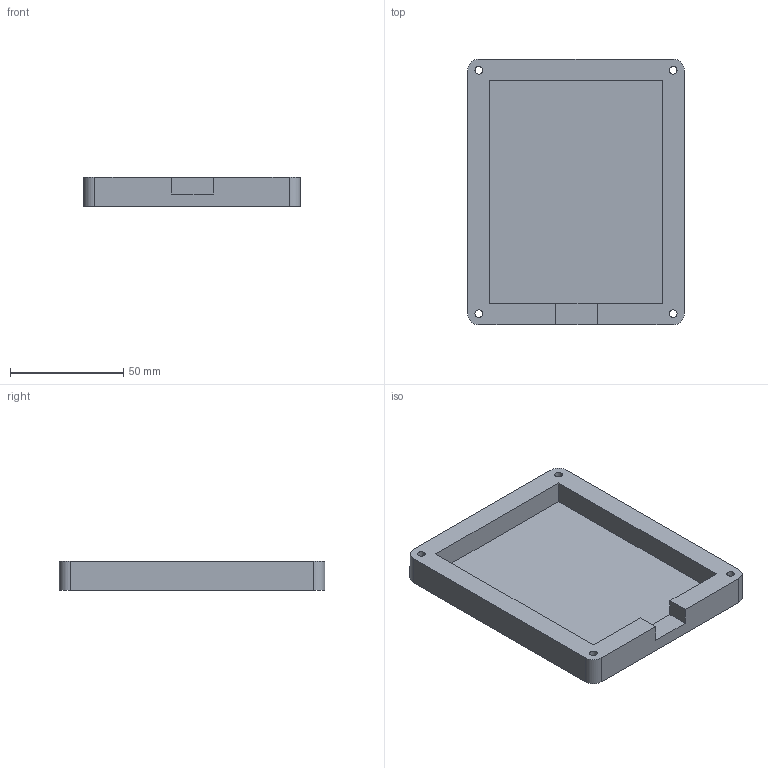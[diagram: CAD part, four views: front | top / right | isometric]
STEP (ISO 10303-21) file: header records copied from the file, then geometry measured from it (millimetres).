
FILE_DESCRIPTION(/* description */ ('','CAx-IF Rec.Pracs.---Representation and Presentation of Product Manufacturing Information (PMI)---4.0---2014-10-13'),/* implementation_level */ '2;1');
FILE_NAME(/* name */ 'CaseBottom v2.step',/* time_stamp */ '2025-02-19T23:24:47+01:00',/* author */ (''),/* organization */ (''),/* preprocessor_version */ 'ST-DEVELOPER v20',/* originating_system */ 'Autodesk Translation Framework v13.20.0.188',/* authorisation */ '');
FILE_SCHEMA (('AP242_MANAGED_MODEL_BASED_3D_ENGINEERING_MIM_LF { 1 0 10303 442 1 1 4 }'));
Length unit declared in the file: millimetre
Products named in the file (1): CaseBottom
Bounding box: 95.8 x 117.42 x 13.2 mm (x, y, z)
Volume: 68387.8 mm3; surface area: 31917.8 mm2
Topology: 1 solids, 1 shells, 209 faces, 567 edges, 378 vertices
Faces by surface type: bspline 111, plane 86, cylinder 12
Full cylindrical faces by diameter (mm): 3.4 x4, 6 x4
Entity records: 7624 total; most frequent: CARTESIAN_POINT 3042, ORIENTED_EDGE 1134, EDGE_CURVE 567, DIRECTION 567, VERTEX_POINT 378, LINE 321, VECTOR 321, EDGE_LOOP 235
